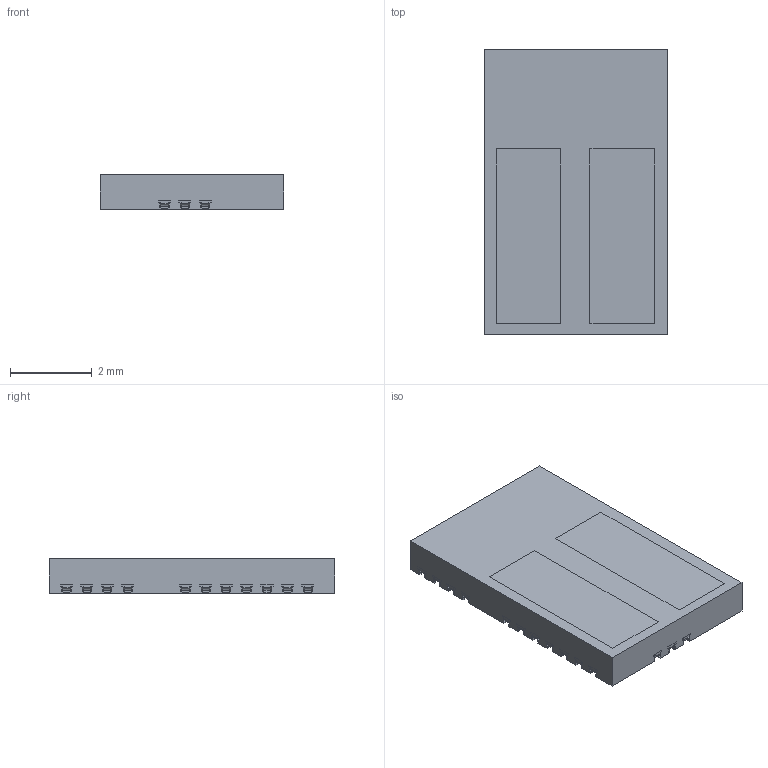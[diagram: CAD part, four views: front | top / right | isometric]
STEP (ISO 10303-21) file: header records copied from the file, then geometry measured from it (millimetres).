
FILE_DESCRIPTION((''),'2;1');
FILE_NAME('VBN0018A_ASM','2024-04-08T09:26:33',('a0412086'),(''),'CREO PARAMETRIC BY PTC INC, 2018500','CREO PARAMETRIC BY PTC INC, 2018500','');
FILE_SCHEMA(('CONFIG_CONTROL_DESIGN','SHAPE_APPEARANCE_LAYERS_GROUPS'));
Products named in the file (4): FRAME; MOLD; DIE; VBN0018A_ASM
Assembly tree (4 placements, depth 2):
  VBN0018A_ASM
    FRAME
    MOLD
    DIE  x2
Bounding box: 4.5 x 7 x 0.85 mm (x, y, z)
Volume: 26.5 mm3; surface area: 176.2 mm2
Topology: 21 solids, 21 shells, 3440 faces, 10050 edges, 6656 vertices
Faces by surface type: plane 2251, cylinder 1189
Entity records: 144602 total; most frequent: CARTESIAN_POINT 21122, ORIENTED_EDGE 20076, DIRECTION 19035, PRESENTATION_STYLE_ASSIGNMENT 10090, STYLED_ITEM 10058, CURVE_STYLE 10038, EDGE_CURVE 10038, VECTOR 7439
